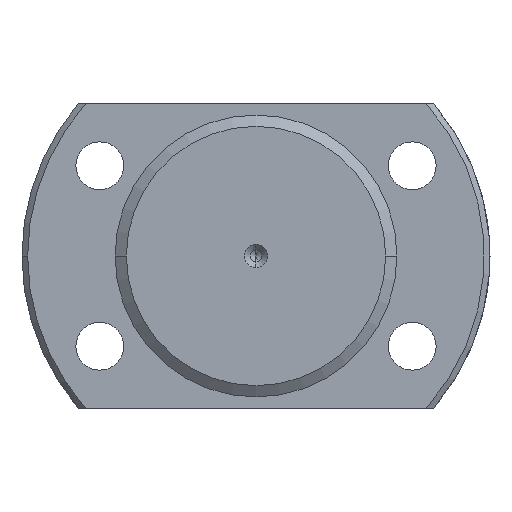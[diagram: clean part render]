
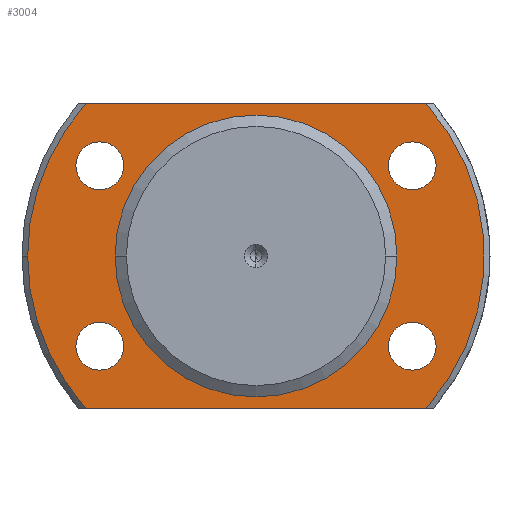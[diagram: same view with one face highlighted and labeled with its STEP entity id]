
A CAD part, left-side view. The second image highlights one B-rep face of the part: STEP entity #3004.
In plain terms, the highlighted planar face has unit normal (-1, 0, 0).
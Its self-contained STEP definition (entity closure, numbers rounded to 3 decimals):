
#34 = CARTESIAN_POINT ( 'NONE',  ( 16.2, -25., 0. ) ) ;
#35 = CIRCLE ( 'NONE', #3076, 4.25 ) ;
#46 = DIRECTION ( 'NONE',  ( 0., 1., 0. ) ) ;
#60 = ORIENTED_EDGE ( 'NONE', *, *, #412, .T. ) ;
#66 = DIRECTION ( 'NONE',  ( 1., 0., 0. ) ) ;
#72 = DIRECTION ( 'NONE',  ( 1., 0., 0. ) ) ;
#75 = LINE ( 'NONE', #2364, #2432 ) ;
#129 = ORIENTED_EDGE ( 'NONE', *, *, #2680, .T. ) ;
#132 = DIRECTION ( 'NONE',  ( 0., 1., 0. ) ) ;
#157 = FACE_BOUND ( 'NONE', #3655, .T. ) ;
#182 = CARTESIAN_POINT ( 'NONE',  ( 16.2, -30.187, -27. ) ) ;
#217 = DIRECTION ( 'NONE',  ( 0., 1., 0. ) ) ;
#264 = LINE ( 'NONE', #3129, #3563 ) ;
#328 = AXIS2_PLACEMENT_3D ( 'NONE', #604, #2351, #2621 ) ;
#339 = EDGE_CURVE ( 'NONE', #1833, #640, #1503, .T. ) ;
#344 = ORIENTED_EDGE ( 'NONE', *, *, #2411, .T. ) ;
#363 = ORIENTED_EDGE ( 'NONE', *, *, #1037, .F. ) ;
#377 = DIRECTION ( 'NONE',  ( 0., 1., 0. ) ) ;
#387 = VERTEX_POINT ( 'NONE', #3059 ) ;
#412 = EDGE_CURVE ( 'NONE', #543, #655, #3101, .T. ) ;
#436 = EDGE_CURVE ( 'NONE', #2628, #496, #898, .T. ) ;
#439 = CARTESIAN_POINT ( 'NONE',  ( 16.2, 31.95, 16. ) ) ;
#460 = AXIS2_PLACEMENT_3D ( 'NONE', #1051, #2727, #132 ) ;
#496 = VERTEX_POINT ( 'NONE', #1113 ) ;
#543 = VERTEX_POINT ( 'NONE', #34 ) ;
#601 = AXIS2_PLACEMENT_3D ( 'NONE', #2187, #3032, #3623 ) ;
#604 = CARTESIAN_POINT ( 'NONE',  ( 16.2, 0., 0. ) ) ;
#640 = VERTEX_POINT ( 'NONE', #3458 ) ;
#655 = VERTEX_POINT ( 'NONE', #1088 ) ;
#666 = DIRECTION ( 'NONE',  ( 1., 0., 0. ) ) ;
#700 = FACE_BOUND ( 'NONE', #2280, .T. ) ;
#796 = EDGE_CURVE ( 'NONE', #1833, #2094, #75, .T. ) ;
#898 = CIRCLE ( 'NONE', #601, 4.25 ) ;
#908 = DIRECTION ( 'NONE',  ( 1., 0., 0. ) ) ;
#922 = DIRECTION ( 'NONE',  ( 1., 0., 0. ) ) ;
#926 = VERTEX_POINT ( 'NONE', #1337 ) ;
#929 = DIRECTION ( 'NONE',  ( 0., -1., 0. ) ) ;
#966 = DIRECTION ( 'NONE',  ( 0., 1., 0. ) ) ;
#975 = CARTESIAN_POINT ( 'NONE',  ( 16.2, 31.95, -16. ) ) ;
#1022 = ORIENTED_EDGE ( 'NONE', *, *, #2782, .T. ) ;
#1037 = EDGE_CURVE ( 'NONE', #1424, #2991, #264, .T. ) ;
#1051 = CARTESIAN_POINT ( 'NONE',  ( 16.2, 27.7, -16. ) ) ;
#1063 = DIRECTION ( 'NONE',  ( 0., 1., 0. ) ) ;
#1082 = ORIENTED_EDGE ( 'NONE', *, *, #3125, .F. ) ;
#1088 = CARTESIAN_POINT ( 'NONE',  ( 16.2, 25., 0. ) ) ;
#1108 = DIRECTION ( 'NONE',  ( 1., 0., 0. ) ) ;
#1113 = CARTESIAN_POINT ( 'NONE',  ( 16.2, 23.45, 16. ) ) ;
#1144 = DIRECTION ( 'NONE',  ( 0., -1., 0. ) ) ;
#1155 = EDGE_LOOP ( 'NONE', ( #1022, #60 ) ) ;
#1166 = DIRECTION ( 'NONE',  ( 0., 1., 0. ) ) ;
#1283 = EDGE_CURVE ( 'NONE', #496, #2628, #2902, .T. ) ;
#1294 = AXIS2_PLACEMENT_3D ( 'NONE', #3531, #908, #966 ) ;
#1337 = CARTESIAN_POINT ( 'NONE',  ( 16.2, -23.45, 16. ) ) ;
#1354 = AXIS2_PLACEMENT_3D ( 'NONE', #3472, #72, #2360 ) ;
#1379 = EDGE_LOOP ( 'NONE', ( #3067, #2840 ) ) ;
#1390 = ORIENTED_EDGE ( 'NONE', *, *, #3345, .F. ) ;
#1406 = AXIS2_PLACEMENT_3D ( 'NONE', #1561, #2718, #2091 ) ;
#1407 = CIRCLE ( 'NONE', #460, 4.25 ) ;
#1424 = VERTEX_POINT ( 'NONE', #1627 ) ;
#1479 = DIRECTION ( 'NONE',  ( 0., 1., 0. ) ) ;
#1489 = VERTEX_POINT ( 'NONE', #2352 ) ;
#1503 = CIRCLE ( 'NONE', #3592, 40.5 ) ;
#1504 = DIRECTION ( 'NONE',  ( 0., 1., 0. ) ) ;
#1561 = CARTESIAN_POINT ( 'NONE',  ( 16.2, -25., 0. ) ) ;
#1627 = CARTESIAN_POINT ( 'NONE',  ( 16.2, 30.187, 27. ) ) ;
#1642 = CARTESIAN_POINT ( 'NONE',  ( 16.2, -27.7, 16. ) ) ;
#1656 = VERTEX_POINT ( 'NONE', #975 ) ;
#1684 = ORIENTED_EDGE ( 'NONE', *, *, #796, .T. ) ;
#1744 = ORIENTED_EDGE ( 'NONE', *, *, #436, .T. ) ;
#1762 = CIRCLE ( 'NONE', #2661, 4.25 ) ;
#1770 = AXIS2_PLACEMENT_3D ( 'NONE', #2928, #66, #46 ) ;
#1829 = CARTESIAN_POINT ( 'NONE',  ( 16.2, -30.187, 27. ) ) ;
#1833 = VERTEX_POINT ( 'NONE', #3452 ) ;
#1848 = CARTESIAN_POINT ( 'NONE',  ( 16.2, 0., 0. ) ) ;
#1864 = PLANE ( 'NONE',  #1406 ) ;
#1867 = EDGE_LOOP ( 'NONE', ( #3171, #344 ) ) ;
#1911 = CARTESIAN_POINT ( 'NONE',  ( 16.2, 0., 0. ) ) ;
#1914 = CARTESIAN_POINT ( 'NONE',  ( 16.2, 27.7, -16. ) ) ;
#1921 = FACE_BOUND ( 'NONE', #1867, .T. ) ;
#1928 = CIRCLE ( 'NONE', #328, 25. ) ;
#1934 = AXIS2_PLACEMENT_3D ( 'NONE', #2027, #1108, #1166 ) ;
#1945 = EDGE_CURVE ( 'NONE', #2952, #1489, #2067, .T. ) ;
#1963 = EDGE_LOOP ( 'NONE', ( #363, #1390, #2002, #1684, #1082 ) ) ;
#2002 = ORIENTED_EDGE ( 'NONE', *, *, #339, .F. ) ;
#2003 = EDGE_CURVE ( 'NONE', #1656, #387, #1407, .T. ) ;
#2027 = CARTESIAN_POINT ( 'NONE',  ( 16.2, 0., 0. ) ) ;
#2039 = ORIENTED_EDGE ( 'NONE', *, *, #1283, .T. ) ;
#2057 = CARTESIAN_POINT ( 'NONE',  ( 16.2, -27.7, 16. ) ) ;
#2067 = CIRCLE ( 'NONE', #3569, 4.25 ) ;
#2091 = DIRECTION ( 'NONE',  ( 0., 1., 0. ) ) ;
#2094 = VERTEX_POINT ( 'NONE', #182 ) ;
#2152 = FACE_BOUND ( 'NONE', #1155, .T. ) ;
#2187 = CARTESIAN_POINT ( 'NONE',  ( 16.2, 27.7, 16. ) ) ;
#2222 = DIRECTION ( 'NONE',  ( 1., 0., 0. ) ) ;
#2280 = EDGE_LOOP ( 'NONE', ( #2477, #129 ) ) ;
#2343 = AXIS2_PLACEMENT_3D ( 'NONE', #1911, #3325, #217 ) ;
#2344 = EDGE_CURVE ( 'NONE', #926, #3482, #2374, .T. ) ;
#2351 = DIRECTION ( 'NONE',  ( 1., 0., 0. ) ) ;
#2352 = CARTESIAN_POINT ( 'NONE',  ( 16.2, -31.95, -16. ) ) ;
#2360 = DIRECTION ( 'NONE',  ( 0., 1., 0. ) ) ;
#2364 = CARTESIAN_POINT ( 'NONE',  ( 16.2, -25., -27. ) ) ;
#2374 = CIRCLE ( 'NONE', #3316, 4.25 ) ;
#2391 = CARTESIAN_POINT ( 'NONE',  ( 16.2, -23.45, -16. ) ) ;
#2411 = EDGE_CURVE ( 'NONE', #1489, #2952, #3378, .T. ) ;
#2432 = VECTOR ( 'NONE', #929, 1000. ) ;
#2462 = FACE_OUTER_BOUND ( 'NONE', #1963, .T. ) ;
#2477 = ORIENTED_EDGE ( 'NONE', *, *, #2344, .T. ) ;
#2614 = CARTESIAN_POINT ( 'NONE',  ( 16.2, -27.7, -16. ) ) ;
#2621 = DIRECTION ( 'NONE',  ( 0., 1., 0. ) ) ;
#2628 = VERTEX_POINT ( 'NONE', #439 ) ;
#2661 = AXIS2_PLACEMENT_3D ( 'NONE', #1914, #2222, #3678 ) ;
#2680 = EDGE_CURVE ( 'NONE', #3482, #926, #35, .T. ) ;
#2696 = EDGE_CURVE ( 'NONE', #387, #1656, #1762, .T. ) ;
#2718 = DIRECTION ( 'NONE',  ( 1., 0., 0. ) ) ;
#2727 = DIRECTION ( 'NONE',  ( 1., 0., 0. ) ) ;
#2761 = CARTESIAN_POINT ( 'NONE',  ( 16.2, -31.95, 16. ) ) ;
#2782 = EDGE_CURVE ( 'NONE', #655, #543, #1928, .T. ) ;
#2840 = ORIENTED_EDGE ( 'NONE', *, *, #2696, .T. ) ;
#2902 = CIRCLE ( 'NONE', #1294, 4.25 ) ;
#2928 = CARTESIAN_POINT ( 'NONE',  ( 16.2, -27.7, -16. ) ) ;
#2952 = VERTEX_POINT ( 'NONE', #2391 ) ;
#2975 = CIRCLE ( 'NONE', #1354, 40.5 ) ;
#2991 = VERTEX_POINT ( 'NONE', #1829 ) ;
#3001 = DIRECTION ( 'NONE',  ( 1., 0., 0. ) ) ;
#3004 = ADVANCED_FACE ( 'NONE', ( #157, #700, #1921, #3074, #2152, #2462 ), #1864, .F. ) ;
#3032 = DIRECTION ( 'NONE',  ( 1., 0., 0. ) ) ;
#3059 = CARTESIAN_POINT ( 'NONE',  ( 16.2, 23.45, -16. ) ) ;
#3067 = ORIENTED_EDGE ( 'NONE', *, *, #2003, .T. ) ;
#3074 = FACE_BOUND ( 'NONE', #1379, .T. ) ;
#3076 = AXIS2_PLACEMENT_3D ( 'NONE', #1642, #3382, #1063 ) ;
#3101 = CIRCLE ( 'NONE', #2343, 25. ) ;
#3125 = EDGE_CURVE ( 'NONE', #2991, #2094, #3565, .T. ) ;
#3129 = CARTESIAN_POINT ( 'NONE',  ( 16.2, -25., 27. ) ) ;
#3171 = ORIENTED_EDGE ( 'NONE', *, *, #1945, .T. ) ;
#3316 = AXIS2_PLACEMENT_3D ( 'NONE', #2057, #666, #1504 ) ;
#3325 = DIRECTION ( 'NONE',  ( 1., 0., 0. ) ) ;
#3345 = EDGE_CURVE ( 'NONE', #640, #1424, #2975, .T. ) ;
#3378 = CIRCLE ( 'NONE', #1770, 4.25 ) ;
#3382 = DIRECTION ( 'NONE',  ( 1., 0., 0. ) ) ;
#3452 = CARTESIAN_POINT ( 'NONE',  ( 16.2, 30.187, -27. ) ) ;
#3458 = CARTESIAN_POINT ( 'NONE',  ( 16.2, 40.5, 0. ) ) ;
#3472 = CARTESIAN_POINT ( 'NONE',  ( 16.2, 0., 0. ) ) ;
#3482 = VERTEX_POINT ( 'NONE', #2761 ) ;
#3531 = CARTESIAN_POINT ( 'NONE',  ( 16.2, 27.7, 16. ) ) ;
#3563 = VECTOR ( 'NONE', #1144, 1000. ) ;
#3565 = CIRCLE ( 'NONE', #1934, 40.5 ) ;
#3569 = AXIS2_PLACEMENT_3D ( 'NONE', #2614, #922, #377 ) ;
#3592 = AXIS2_PLACEMENT_3D ( 'NONE', #1848, #3001, #1479 ) ;
#3623 = DIRECTION ( 'NONE',  ( 0., 1., 0. ) ) ;
#3655 = EDGE_LOOP ( 'NONE', ( #1744, #2039 ) ) ;
#3678 = DIRECTION ( 'NONE',  ( 0., 1., 0. ) ) ;
